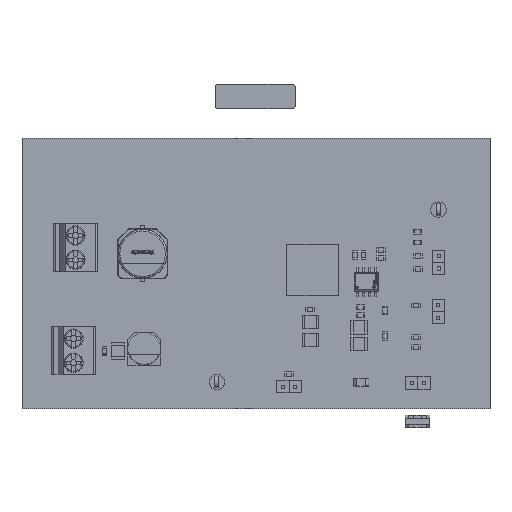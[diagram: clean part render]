
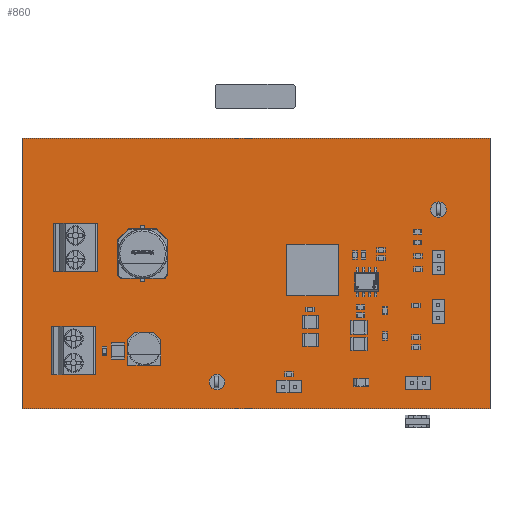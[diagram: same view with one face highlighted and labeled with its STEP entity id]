
A CAD part, top view. The second image highlights one B-rep face of the part: STEP entity #860.
In plain terms, the highlighted planar face has unit normal (0, 0, 1).
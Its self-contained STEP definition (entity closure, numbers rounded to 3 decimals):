
#227 = VERTEX_POINT('',#228);
#228 = CARTESIAN_POINT('',(0.,0.,0.));
#234 = EDGE_CURVE('',#227,#235,#237,.T.);
#235 = VERTEX_POINT('',#236);
#236 = CARTESIAN_POINT('',(0.,55.88,0.));
#237 = LINE('',#238,#239);
#238 = CARTESIAN_POINT('',(0.,0.,0.));
#239 = VECTOR('',#240,1.);
#240 = DIRECTION('',(0.,1.,0.));
#265 = EDGE_CURVE('',#235,#266,#268,.T.);
#266 = VERTEX_POINT('',#267);
#267 = CARTESIAN_POINT('',(96.774,55.88,0.));
#268 = LINE('',#269,#270);
#269 = CARTESIAN_POINT('',(0.,55.88,0.));
#270 = VECTOR('',#271,1.);
#271 = DIRECTION('',(1.,0.,0.));
#296 = EDGE_CURVE('',#266,#297,#299,.T.);
#297 = VERTEX_POINT('',#298);
#298 = CARTESIAN_POINT('',(96.774,0.,0.));
#299 = LINE('',#300,#301);
#300 = CARTESIAN_POINT('',(96.774,55.88,0.));
#301 = VECTOR('',#302,1.);
#302 = DIRECTION('',(0.,-1.,0.));
#327 = EDGE_CURVE('',#297,#227,#328,.T.);
#328 = LINE('',#329,#330);
#329 = CARTESIAN_POINT('',(96.774,0.,0.));
#330 = VECTOR('',#331,1.);
#331 = DIRECTION('',(-1.,0.,0.));
#351 = VERTEX_POINT('',#352);
#352 = CARTESIAN_POINT('',(41.117,5.488,0.));
#358 = EDGE_CURVE('',#351,#351,#359,.T.);
#359 = CIRCLE('',#360,0.8);
#360 = AXIS2_PLACEMENT_3D('',#361,#362,#363);
#361 = CARTESIAN_POINT('',(40.317,5.488,0.));
#362 = DIRECTION('',(0.,0.,1.));
#363 = DIRECTION('',(1.,0.,0.));
#384 = VERTEX_POINT('',#385);
#385 = CARTESIAN_POINT('',(57.002,4.547,0.));
#391 = EDGE_CURVE('',#384,#384,#392,.T.);
#392 = CIRCLE('',#393,0.508);
#393 = AXIS2_PLACEMENT_3D('',#394,#395,#396);
#394 = CARTESIAN_POINT('',(56.494,4.547,0.));
#395 = DIRECTION('',(0.,0.,1.));
#396 = DIRECTION('',(1.,0.,0.));
#417 = VERTEX_POINT('',#418);
#418 = CARTESIAN_POINT('',(54.462,4.547,0.));
#424 = EDGE_CURVE('',#417,#417,#425,.T.);
#425 = CIRCLE('',#426,0.508);
#426 = AXIS2_PLACEMENT_3D('',#427,#428,#429);
#427 = CARTESIAN_POINT('',(53.954,4.547,0.));
#428 = DIRECTION('',(0.,0.,1.));
#429 = DIRECTION('',(1.,0.,0.));
#450 = VERTEX_POINT('',#451);
#451 = CARTESIAN_POINT('',(11.318,9.464,0.));
#457 = EDGE_CURVE('',#450,#450,#458,.T.);
#458 = CIRCLE('',#459,0.65);
#459 = AXIS2_PLACEMENT_3D('',#460,#461,#462);
#460 = CARTESIAN_POINT('',(10.668,9.464,0.));
#461 = DIRECTION('',(0.,0.,1.));
#462 = DIRECTION('',(1.,0.,0.));
#483 = VERTEX_POINT('',#484);
#484 = CARTESIAN_POINT('',(11.318,14.464,0.));
#490 = EDGE_CURVE('',#483,#483,#491,.T.);
#491 = CIRCLE('',#492,0.65);
#492 = AXIS2_PLACEMENT_3D('',#493,#494,#495);
#493 = CARTESIAN_POINT('',(10.668,14.464,0.));
#494 = DIRECTION('',(0.,0.,1.));
#495 = DIRECTION('',(1.,0.,0.));
#516 = VERTEX_POINT('',#517);
#517 = CARTESIAN_POINT('',(11.699,30.774,0.));
#523 = EDGE_CURVE('',#516,#516,#524,.T.);
#524 = CIRCLE('',#525,0.65);
#525 = AXIS2_PLACEMENT_3D('',#526,#527,#528);
#526 = CARTESIAN_POINT('',(11.049,30.774,0.));
#527 = DIRECTION('',(0.,0.,1.));
#528 = DIRECTION('',(1.,0.,0.));
#549 = VERTEX_POINT('',#550);
#550 = CARTESIAN_POINT('',(11.699,35.774,0.));
#556 = EDGE_CURVE('',#549,#549,#557,.T.);
#557 = CIRCLE('',#558,0.65);
#558 = AXIS2_PLACEMENT_3D('',#559,#560,#561);
#559 = CARTESIAN_POINT('',(11.049,35.774,0.));
#560 = DIRECTION('',(0.,0.,1.));
#561 = DIRECTION('',(1.,0.,0.));
#582 = VERTEX_POINT('',#583);
#583 = CARTESIAN_POINT('',(81.097,5.284,0.));
#589 = EDGE_CURVE('',#582,#582,#590,.T.);
#590 = CIRCLE('',#591,0.508);
#591 = AXIS2_PLACEMENT_3D('',#592,#593,#594);
#592 = CARTESIAN_POINT('',(80.589,5.284,0.));
#593 = DIRECTION('',(0.,0.,1.));
#594 = DIRECTION('',(1.,0.,0.));
#615 = VERTEX_POINT('',#616);
#616 = CARTESIAN_POINT('',(83.637,5.284,0.));
#622 = EDGE_CURVE('',#615,#615,#623,.T.);
#623 = CIRCLE('',#624,0.508);
#624 = AXIS2_PLACEMENT_3D('',#625,#626,#627);
#625 = CARTESIAN_POINT('',(83.129,5.284,0.));
#626 = DIRECTION('',(0.,0.,1.));
#627 = DIRECTION('',(1.,0.,0.));
#648 = VERTEX_POINT('',#649);
#649 = CARTESIAN_POINT('',(86.614,18.822,0.));
#655 = EDGE_CURVE('',#648,#648,#656,.T.);
#656 = CIRCLE('',#657,0.508);
#657 = AXIS2_PLACEMENT_3D('',#658,#659,#660);
#658 = CARTESIAN_POINT('',(86.106,18.822,0.));
#659 = DIRECTION('',(0.,0.,1.));
#660 = DIRECTION('',(1.,0.,0.));
#681 = VERTEX_POINT('',#682);
#682 = CARTESIAN_POINT('',(86.614,21.362,0.));
#688 = EDGE_CURVE('',#681,#681,#689,.T.);
#689 = CIRCLE('',#690,0.508);
#690 = AXIS2_PLACEMENT_3D('',#691,#692,#693);
#691 = CARTESIAN_POINT('',(86.106,21.362,0.));
#692 = DIRECTION('',(0.,0.,1.));
#693 = DIRECTION('',(1.,0.,0.));
#714 = VERTEX_POINT('',#715);
#715 = CARTESIAN_POINT('',(86.642,28.963,0.));
#721 = EDGE_CURVE('',#714,#714,#722,.T.);
#722 = CIRCLE('',#723,0.508);
#723 = AXIS2_PLACEMENT_3D('',#724,#725,#726);
#724 = CARTESIAN_POINT('',(86.134,28.963,0.));
#725 = DIRECTION('',(0.,0.,1.));
#726 = DIRECTION('',(1.,0.,0.));
#747 = VERTEX_POINT('',#748);
#748 = CARTESIAN_POINT('',(86.642,31.503,0.));
#754 = EDGE_CURVE('',#747,#747,#755,.T.);
#755 = CIRCLE('',#756,0.508);
#756 = AXIS2_PLACEMENT_3D('',#757,#758,#759);
#757 = CARTESIAN_POINT('',(86.134,31.503,0.));
#758 = DIRECTION('',(0.,0.,1.));
#759 = DIRECTION('',(1.,0.,0.));
#780 = VERTEX_POINT('',#781);
#781 = CARTESIAN_POINT('',(86.934,41.148,0.));
#787 = EDGE_CURVE('',#780,#780,#788,.T.);
#788 = CIRCLE('',#789,0.8);
#789 = AXIS2_PLACEMENT_3D('',#790,#791,#792);
#790 = CARTESIAN_POINT('',(86.134,41.148,0.));
#791 = DIRECTION('',(0.,0.,1.));
#792 = DIRECTION('',(1.,0.,0.));
#860 = ADVANCED_FACE('',(#861,#867,#870,#873,#876,#879,#882,#885,#888,
    #891,#894,#897,#900,#903,#906),#909,.T.);
#861 = FACE_BOUND('',#862,.F.);
#862 = EDGE_LOOP('',(#863,#864,#865,#866));
#863 = ORIENTED_EDGE('',*,*,#234,.T.);
#864 = ORIENTED_EDGE('',*,*,#265,.T.);
#865 = ORIENTED_EDGE('',*,*,#296,.T.);
#866 = ORIENTED_EDGE('',*,*,#327,.T.);
#867 = FACE_BOUND('',#868,.T.);
#868 = EDGE_LOOP('',(#869));
#869 = ORIENTED_EDGE('',*,*,#358,.F.);
#870 = FACE_BOUND('',#871,.T.);
#871 = EDGE_LOOP('',(#872));
#872 = ORIENTED_EDGE('',*,*,#391,.F.);
#873 = FACE_BOUND('',#874,.T.);
#874 = EDGE_LOOP('',(#875));
#875 = ORIENTED_EDGE('',*,*,#424,.F.);
#876 = FACE_BOUND('',#877,.T.);
#877 = EDGE_LOOP('',(#878));
#878 = ORIENTED_EDGE('',*,*,#457,.F.);
#879 = FACE_BOUND('',#880,.T.);
#880 = EDGE_LOOP('',(#881));
#881 = ORIENTED_EDGE('',*,*,#490,.F.);
#882 = FACE_BOUND('',#883,.T.);
#883 = EDGE_LOOP('',(#884));
#884 = ORIENTED_EDGE('',*,*,#523,.F.);
#885 = FACE_BOUND('',#886,.T.);
#886 = EDGE_LOOP('',(#887));
#887 = ORIENTED_EDGE('',*,*,#556,.F.);
#888 = FACE_BOUND('',#889,.T.);
#889 = EDGE_LOOP('',(#890));
#890 = ORIENTED_EDGE('',*,*,#589,.F.);
#891 = FACE_BOUND('',#892,.T.);
#892 = EDGE_LOOP('',(#893));
#893 = ORIENTED_EDGE('',*,*,#622,.F.);
#894 = FACE_BOUND('',#895,.T.);
#895 = EDGE_LOOP('',(#896));
#896 = ORIENTED_EDGE('',*,*,#655,.F.);
#897 = FACE_BOUND('',#898,.T.);
#898 = EDGE_LOOP('',(#899));
#899 = ORIENTED_EDGE('',*,*,#688,.F.);
#900 = FACE_BOUND('',#901,.T.);
#901 = EDGE_LOOP('',(#902));
#902 = ORIENTED_EDGE('',*,*,#721,.F.);
#903 = FACE_BOUND('',#904,.T.);
#904 = EDGE_LOOP('',(#905));
#905 = ORIENTED_EDGE('',*,*,#754,.F.);
#906 = FACE_BOUND('',#907,.T.);
#907 = EDGE_LOOP('',(#908));
#908 = ORIENTED_EDGE('',*,*,#787,.F.);
#909 = PLANE('',#910);
#910 = AXIS2_PLACEMENT_3D('',#911,#912,#913);
#911 = CARTESIAN_POINT('',(0.,0.,0.));
#912 = DIRECTION('',(0.,0.,1.));
#913 = DIRECTION('',(1.,0.,0.));
